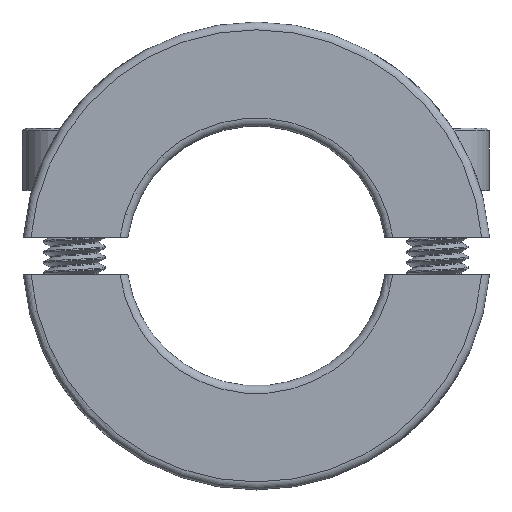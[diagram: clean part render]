
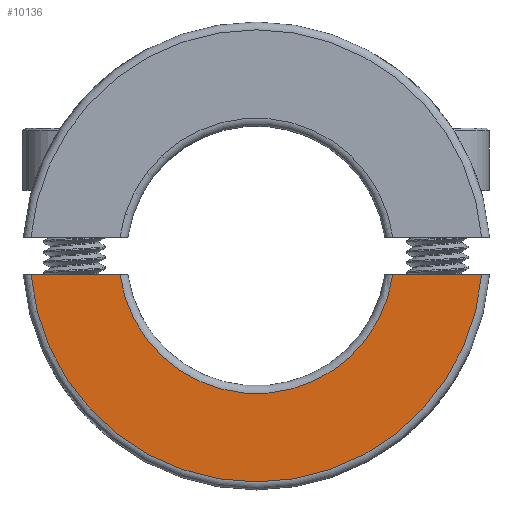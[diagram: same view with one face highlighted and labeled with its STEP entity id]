
A CAD part, top view. The second image highlights one B-rep face of the part: STEP entity #10136.
In plain terms, the highlighted planar face has unit normal (0, 0, 1).
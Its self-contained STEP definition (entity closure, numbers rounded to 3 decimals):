
#148 = VERTEX_POINT ( 'NONE', #3962 ) ;
#153 = DIRECTION ( 'NONE',  ( 1., 0., 0. ) ) ;
#653 = VECTOR ( 'NONE', #9492, 1000. ) ;
#1184 = ORIENTED_EDGE ( 'NONE', *, *, #4045, .T. ) ;
#1235 = DIRECTION ( 'NONE',  ( -1., 0., 0. ) ) ;
#1844 = DIRECTION ( 'NONE',  ( 0., 0., 1. ) ) ;
#1974 = VERTEX_POINT ( 'NONE', #2567 ) ;
#2238 = PLANE ( 'NONE',  #4405 ) ;
#2267 = VERTEX_POINT ( 'NONE', #8964 ) ;
#2415 = DIRECTION ( 'NONE',  ( 1., 0., 0. ) ) ;
#2567 = CARTESIAN_POINT ( 'NONE',  ( 13.127, -1.8, 7.5 ) ) ;
#2933 = CARTESIAN_POINT ( 'NONE',  ( 12.37, -1.8, 7.5 ) ) ;
#2950 = AXIS2_PLACEMENT_3D ( 'NONE', #8812, #6351, #5688 ) ;
#3476 = LINE ( 'NONE', #5276, #9826 ) ;
#3962 = CARTESIAN_POINT ( 'NONE',  ( 21.675, -1.8, 7.5 ) ) ;
#3989 = FACE_OUTER_BOUND ( 'NONE', #6675, .T. ) ;
#4045 = EDGE_CURVE ( 'NONE', #1974, #4502, #5519, .T. ) ;
#4405 = AXIS2_PLACEMENT_3D ( 'NONE', #7372, #4764, #2415 ) ;
#4502 = VERTEX_POINT ( 'NONE', #7352 ) ;
#4764 = DIRECTION ( 'NONE',  ( 0., 0., 1. ) ) ;
#5048 = LINE ( 'NONE', #2933, #653 ) ;
#5276 = CARTESIAN_POINT ( 'NONE',  ( -22.428, -1.8, 7.5 ) ) ;
#5519 = CIRCLE ( 'NONE', #2950, 13.25 ) ;
#5688 = DIRECTION ( 'NONE',  ( 1., 0., 0. ) ) ;
#6351 = DIRECTION ( 'NONE',  ( 0., 0., -1. ) ) ;
#6675 = EDGE_LOOP ( 'NONE', ( #9856, #9239, #9530, #1184 ) ) ;
#6849 = CIRCLE ( 'NONE', #8493, 21.75 ) ;
#7352 = CARTESIAN_POINT ( 'NONE',  ( -13.127, -1.8, 7.5 ) ) ;
#7372 = CARTESIAN_POINT ( 'NONE',  ( 0., 0., 7.5 ) ) ;
#7702 = EDGE_CURVE ( 'NONE', #148, #1974, #5048, .T. ) ;
#8493 = AXIS2_PLACEMENT_3D ( 'NONE', #8501, #1844, #153 ) ;
#8501 = CARTESIAN_POINT ( 'NONE',  ( 0., 0., 7.5 ) ) ;
#8812 = CARTESIAN_POINT ( 'NONE',  ( 0., 0., 7.5 ) ) ;
#8964 = CARTESIAN_POINT ( 'NONE',  ( -21.675, -1.8, 7.5 ) ) ;
#9239 = ORIENTED_EDGE ( 'NONE', *, *, #9859, .T. ) ;
#9492 = DIRECTION ( 'NONE',  ( -1., 0., 0. ) ) ;
#9530 = ORIENTED_EDGE ( 'NONE', *, *, #7702, .T. ) ;
#9615 = EDGE_CURVE ( 'NONE', #4502, #2267, #3476, .T. ) ;
#9826 = VECTOR ( 'NONE', #1235, 1000. ) ;
#9856 = ORIENTED_EDGE ( 'NONE', *, *, #9615, .T. ) ;
#9859 = EDGE_CURVE ( 'NONE', #2267, #148, #6849, .T. ) ;
#10136 = ADVANCED_FACE ( 'NONE', ( #3989 ), #2238, .T. ) ;
